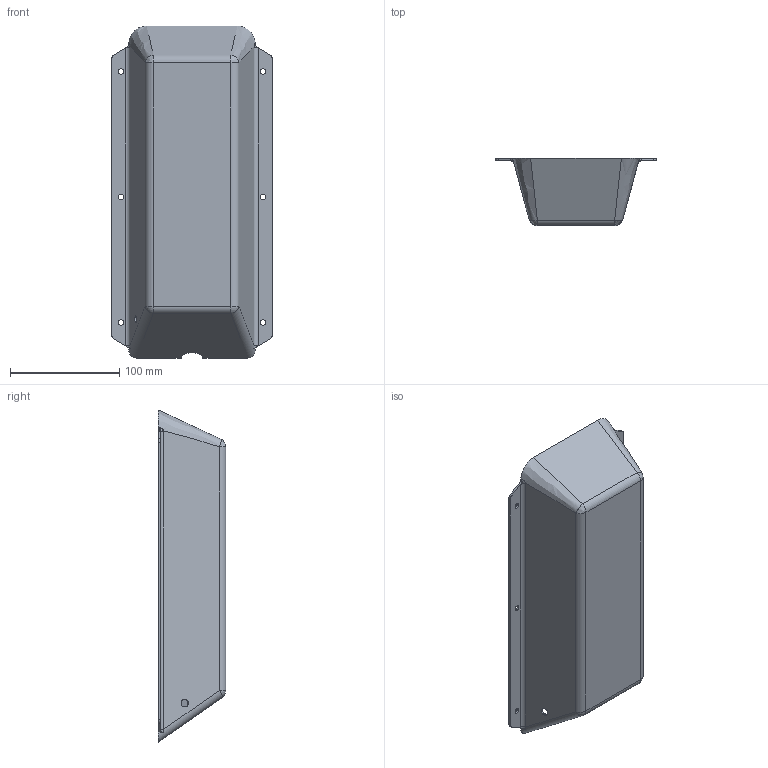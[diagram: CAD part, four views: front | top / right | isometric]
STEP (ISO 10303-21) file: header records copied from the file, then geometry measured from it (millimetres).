
FILE_DESCRIPTION(/* description */ (''),/* implementation_level */ '2;1');
FILE_NAME(/* name */ 'battery shell.stp',/* time_stamp */ '2025-06-27T14:05:45-07:00',/* author */ ('devan'),/* organization */ (''),/* preprocessor_version */ 'ST-DEVELOPER v20',/* originating_system */ 'Autodesk Inventor 2025',/* authorisation */ '');
FILE_SCHEMA (('AUTOMOTIVE_DESIGN { 1 0 10303 214 3 1 1 }'));
Length unit declared in the file: millimetre
Products named in the file (1): battery enclosure
Bounding box: 146.79 x 61.8 x 304.17 mm (x, y, z)
Volume: 133370.5 mm3; surface area: 146589.3 mm2
Topology: 1 solids, 1 shells, 71 faces, 181 edges, 112 vertices
Faces by surface type: cylinder 26, plane 21, bspline 18, sphere 4, torus 2
Full cylindrical faces by diameter (mm): 5 x6, 7 x1
Entity records: 2800 total; most frequent: CARTESIAN_POINT 1085, ORIENTED_EDGE 362, DIRECTION 321, EDGE_CURVE 181, AXIS2_PLACEMENT_3D 122, VERTEX_POINT 112, EDGE_LOOP 85, LINE 77
